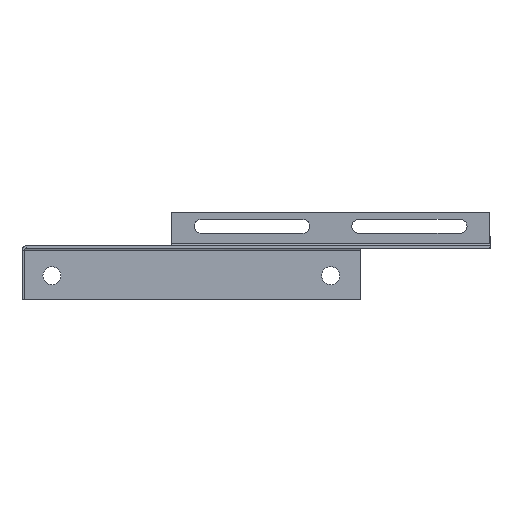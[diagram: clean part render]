
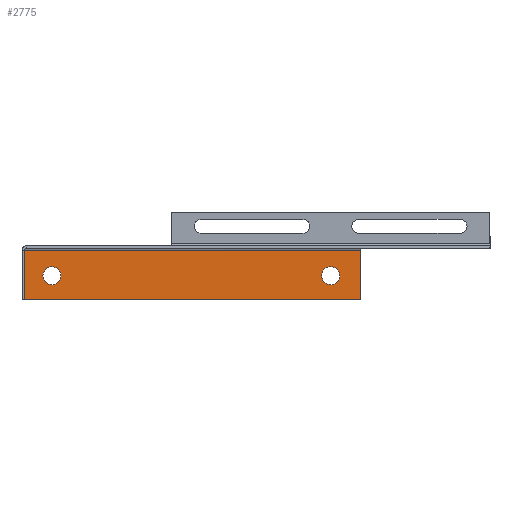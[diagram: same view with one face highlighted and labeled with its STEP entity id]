
A CAD part, front view. The second image highlights one B-rep face of the part: STEP entity #2775.
In plain terms, the highlighted planar face has unit normal (0, -1, 0).
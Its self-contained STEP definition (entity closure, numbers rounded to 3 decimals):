
#103 = LINE ( 'NONE', #1436, #2145 ) ;
#132 = DIRECTION ( 'NONE',  ( 0., 1., 0. ) ) ;
#182 = PLANE ( 'NONE',  #2048 ) ;
#260 = VERTEX_POINT ( 'NONE', #768 ) ;
#271 = EDGE_CURVE ( 'NONE', #2365, #3993, #2736, .T. ) ;
#321 = CIRCLE ( 'NONE', #4189, 4.5 ) ;
#393 = CARTESIAN_POINT ( 'NONE',  ( 105., 123.75, 0. ) ) ;
#547 = VECTOR ( 'NONE', #3520, 1000. ) ;
#622 = EDGE_LOOP ( 'NONE', ( #1228, #1185, #3900, #928 ) ) ;
#738 = EDGE_CURVE ( 'NONE', #942, #3993, #2514, .T. ) ;
#744 = CIRCLE ( 'NONE', #4064, 4.5 ) ;
#768 = CARTESIAN_POINT ( 'NONE',  ( -50., 123.75, -19.5 ) ) ;
#770 = ORIENTED_EDGE ( 'NONE', *, *, #3556, .F. ) ;
#808 = CARTESIAN_POINT ( 'NONE',  ( 90., 123.75, -10.5 ) ) ;
#830 = DIRECTION ( 'NONE',  ( 0., 0., 1. ) ) ;
#877 = CARTESIAN_POINT ( 'NONE',  ( -65., 123.75, -2.25 ) ) ;
#928 = ORIENTED_EDGE ( 'NONE', *, *, #271, .T. ) ;
#929 = VERTEX_POINT ( 'NONE', #2850 ) ;
#942 = VERTEX_POINT ( 'NONE', #877 ) ;
#1012 = DIRECTION ( 'NONE',  ( 0., 1., 0. ) ) ;
#1068 = DIRECTION ( 'NONE',  ( 0., 1., 0. ) ) ;
#1080 = LINE ( 'NONE', #3064, #1778 ) ;
#1144 = CARTESIAN_POINT ( 'NONE',  ( 90., 123.75, -15. ) ) ;
#1185 = ORIENTED_EDGE ( 'NONE', *, *, #1849, .T. ) ;
#1228 = ORIENTED_EDGE ( 'NONE', *, *, #738, .F. ) ;
#1436 = CARTESIAN_POINT ( 'NONE',  ( 0., 123.75, -27. ) ) ;
#1445 = CARTESIAN_POINT ( 'NONE',  ( 0., 123.75, 0. ) ) ;
#1490 = DIRECTION ( 'NONE',  ( 0., 0., 1. ) ) ;
#1749 = VERTEX_POINT ( 'NONE', #3303 ) ;
#1778 = VECTOR ( 'NONE', #4090, 1000. ) ;
#1848 = EDGE_LOOP ( 'NONE', ( #2308, #770 ) ) ;
#1849 = EDGE_CURVE ( 'NONE', #942, #929, #1080, .T. ) ;
#1871 = EDGE_CURVE ( 'NONE', #929, #2365, #103, .T. ) ;
#1960 = VERTEX_POINT ( 'NONE', #808 ) ;
#1964 = VERTEX_POINT ( 'NONE', #4177 ) ;
#1984 = EDGE_CURVE ( 'NONE', #1960, #1964, #321, .T. ) ;
#2048 = AXIS2_PLACEMENT_3D ( 'NONE', #1445, #132, #1490 ) ;
#2063 = DIRECTION ( 'NONE',  ( 0., 0., 1. ) ) ;
#2113 = FACE_OUTER_BOUND ( 'NONE', #622, .T. ) ;
#2145 = VECTOR ( 'NONE', #4050, 1000. ) ;
#2176 = CARTESIAN_POINT ( 'NONE',  ( -65., 123.75, -2.25 ) ) ;
#2240 = DIRECTION ( 'NONE',  ( 0., 0., 1. ) ) ;
#2308 = ORIENTED_EDGE ( 'NONE', *, *, #1984, .F. ) ;
#2322 = ORIENTED_EDGE ( 'NONE', *, *, #3099, .T. ) ;
#2364 = CARTESIAN_POINT ( 'NONE',  ( 105., 123.75, -2.25 ) ) ;
#2365 = VERTEX_POINT ( 'NONE', #4266 ) ;
#2404 = CIRCLE ( 'NONE', #2973, 4.5 ) ;
#2424 = DIRECTION ( 'NONE',  ( 0., 0., 1. ) ) ;
#2447 = FACE_BOUND ( 'NONE', #3756, .T. ) ;
#2502 = ORIENTED_EDGE ( 'NONE', *, *, #2724, .T. ) ;
#2506 = DIRECTION ( 'NONE',  ( 0., -1., 0. ) ) ;
#2514 = LINE ( 'NONE', #2176, #547 ) ;
#2527 = VECTOR ( 'NONE', #2063, 1000. ) ;
#2697 = DIRECTION ( 'NONE',  ( 0., 0., 1. ) ) ;
#2724 = EDGE_CURVE ( 'NONE', #260, #1749, #2404, .T. ) ;
#2726 = AXIS2_PLACEMENT_3D ( 'NONE', #2842, #2506, #830 ) ;
#2736 = LINE ( 'NONE', #393, #2527 ) ;
#2775 = ADVANCED_FACE ( 'NONE', ( #2447, #2825, #2113 ), #182, .F. ) ;
#2825 = FACE_BOUND ( 'NONE', #1848, .T. ) ;
#2842 = CARTESIAN_POINT ( 'NONE',  ( 90., 123.75, -15. ) ) ;
#2850 = CARTESIAN_POINT ( 'NONE',  ( -65., 123.75, -27. ) ) ;
#2969 = CARTESIAN_POINT ( 'NONE',  ( -50., 123.75, -15. ) ) ;
#2973 = AXIS2_PLACEMENT_3D ( 'NONE', #2969, #1012, #2697 ) ;
#3064 = CARTESIAN_POINT ( 'NONE',  ( -65., 123.75, 0. ) ) ;
#3099 = EDGE_CURVE ( 'NONE', #1749, #260, #744, .T. ) ;
#3303 = CARTESIAN_POINT ( 'NONE',  ( -50., 123.75, -10.5 ) ) ;
#3520 = DIRECTION ( 'NONE',  ( 1., 0., 0. ) ) ;
#3540 = DIRECTION ( 'NONE',  ( 0., -1., 0. ) ) ;
#3556 = EDGE_CURVE ( 'NONE', #1964, #1960, #3852, .T. ) ;
#3747 = CARTESIAN_POINT ( 'NONE',  ( -50., 123.75, -15. ) ) ;
#3756 = EDGE_LOOP ( 'NONE', ( #2322, #2502 ) ) ;
#3852 = CIRCLE ( 'NONE', #2726, 4.5 ) ;
#3900 = ORIENTED_EDGE ( 'NONE', *, *, #1871, .T. ) ;
#3993 = VERTEX_POINT ( 'NONE', #2364 ) ;
#4050 = DIRECTION ( 'NONE',  ( 1., 0., 0. ) ) ;
#4064 = AXIS2_PLACEMENT_3D ( 'NONE', #3747, #1068, #2424 ) ;
#4090 = DIRECTION ( 'NONE',  ( 0., 0., -1. ) ) ;
#4177 = CARTESIAN_POINT ( 'NONE',  ( 90., 123.75, -19.5 ) ) ;
#4189 = AXIS2_PLACEMENT_3D ( 'NONE', #1144, #3540, #2240 ) ;
#4266 = CARTESIAN_POINT ( 'NONE',  ( 105., 123.75, -27. ) ) ;
